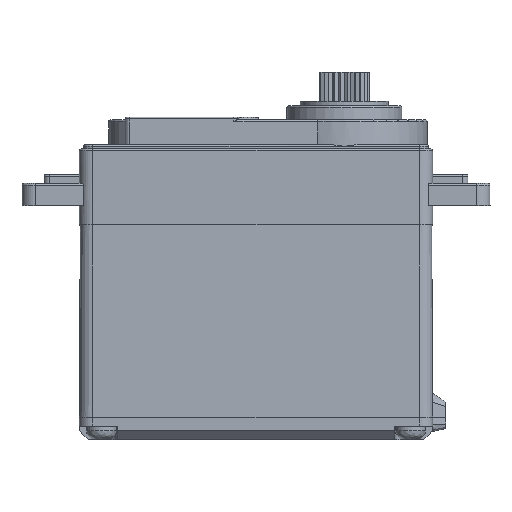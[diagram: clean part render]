
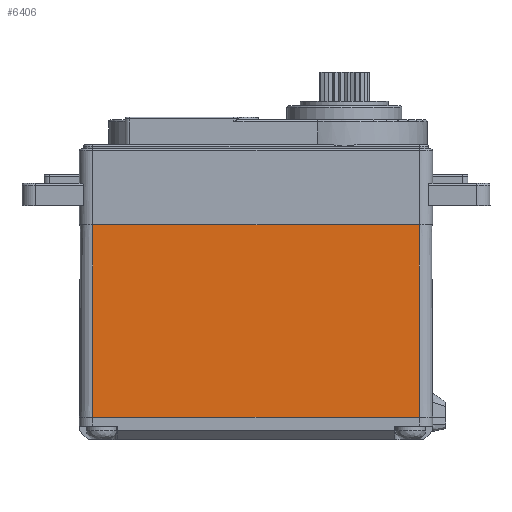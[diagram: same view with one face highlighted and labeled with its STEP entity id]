
A CAD part, top view. The second image highlights one B-rep face of the part: STEP entity #6406.
In plain terms, the highlighted planar face has unit normal (0, 0.004, 1).
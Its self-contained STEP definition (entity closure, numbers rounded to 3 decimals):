
#680=DIRECTION('',(0.,-1.,0.004));
#681=VECTOR('',#680,21.8);
#682=CARTESIAN_POINT('',(-18.5,21.8,9.902));
#683=LINE('',#682,#681);
#693=DIRECTION('',(1.,0.,0.));
#694=VECTOR('',#693,37.);
#695=CARTESIAN_POINT('',(-18.5,21.8,9.902));
#696=LINE('',#695,#694);
#759=DIRECTION('',(0.,1.,-0.004));
#760=VECTOR('',#759,21.8);
#761=CARTESIAN_POINT('',(18.5,0.,10.));
#762=LINE('',#761,#760);
#1268=DIRECTION('',(1.,0.,0.));
#1269=VECTOR('',#1268,37.);
#1270=CARTESIAN_POINT('',(-18.5,0.,
10.));
#1271=LINE('',#1270,#1269);
#5198=CARTESIAN_POINT('',(-18.5,0.,
10.));
#5199=CARTESIAN_POINT('',(18.5,0.,
10.));
#5200=VERTEX_POINT('',#5198);
#5201=VERTEX_POINT('',#5199);
#5231=CARTESIAN_POINT('',(18.5,21.8,9.905));
#5233=VERTEX_POINT('',#5231);
#5234=CARTESIAN_POINT('',(-18.5,21.8,9.902));
#5235=VERTEX_POINT('',#5234);
#6392=CARTESIAN_POINT('',(0.,10.9,9.952));
#6393=DIRECTION('',(0.,0.004,1.));
#6394=DIRECTION('',(1.,0.,0.));
#6395=AXIS2_PLACEMENT_3D('',#6392,#6393,#6394);
#6396=PLANE('',#6395);
#6398=ORIENTED_EDGE('',*,*,#6397,.T.);
#6400=ORIENTED_EDGE('',*,*,#6399,.F.);
#6402=ORIENTED_EDGE('',*,*,#6401,.F.);
#6403=ORIENTED_EDGE('',*,*,#6374,.F.);
#6404=EDGE_LOOP('',(#6398,#6400,#6402,#6403));
#6405=FACE_OUTER_BOUND('',#6404,.F.);
#6406=ADVANCED_FACE('',(#6405),#6396,.T.);
#6374=EDGE_CURVE('',#5235,#5200,#683,.T.);
#6397=EDGE_CURVE('',#5235,#5233,#696,.T.);
#6399=EDGE_CURVE('',#5201,#5233,#762,.T.);
#6401=EDGE_CURVE('',#5200,#5201,#1271,.T.);
